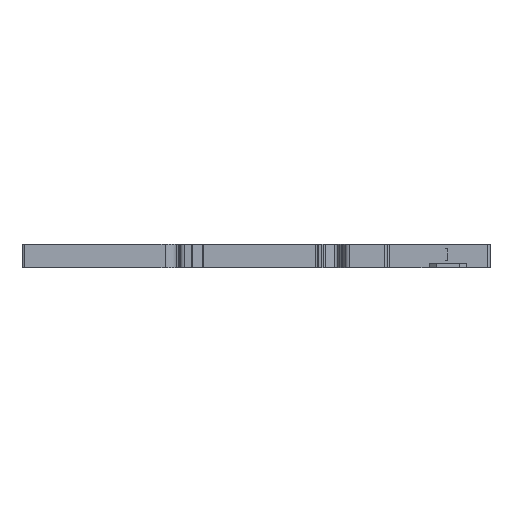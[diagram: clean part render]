
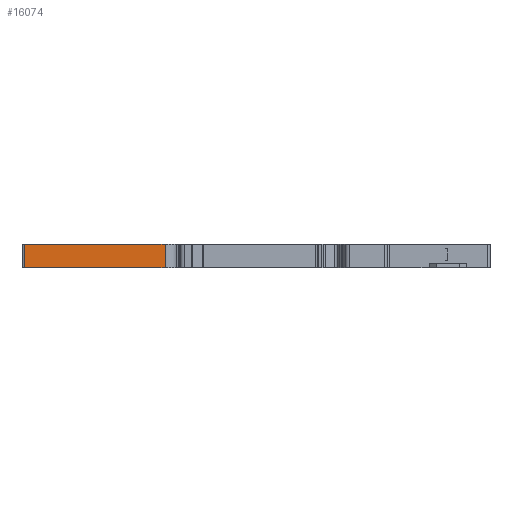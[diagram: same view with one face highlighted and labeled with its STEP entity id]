
A CAD part, front view. The second image highlights one B-rep face of the part: STEP entity #16074.
In plain terms, the highlighted planar face has unit normal (0, -1, 0).
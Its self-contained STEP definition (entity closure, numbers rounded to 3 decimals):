
#216=DIRECTION('',(1.,0.,0.));
#217=VECTOR('',#216,30.059);
#218=CARTESIAN_POINT('',(-49.5,-6.,2.15));
#219=LINE('',#218,#217);
#1048=DIRECTION('',(1.,0.,0.));
#1049=VECTOR('',#1048,30.059);
#1050=CARTESIAN_POINT('',(-49.5,-6.,-2.95));
#1051=LINE('',#1050,#1049);
#6025=DIRECTION('',(0.,0.,-1.));
#6026=VECTOR('',#6025,5.1);
#6027=CARTESIAN_POINT('',(-49.5,-6.,2.15));
#6028=LINE('',#6027,#6026);
#6029=DIRECTION('',(0.,0.,1.));
#6030=VECTOR('',#6029,5.1);
#6031=CARTESIAN_POINT('',(-19.441,-6.,-2.95));
#6032=LINE('',#6031,#6030);
#6466=CARTESIAN_POINT('',(-19.441,-6.,2.15));
#6468=VERTEX_POINT('',#6466);
#6471=CARTESIAN_POINT('',(-19.441,-6.,-2.95));
#6473=VERTEX_POINT('',#6471);
#6522=CARTESIAN_POINT('',(-49.5,-6.,-2.95));
#6524=VERTEX_POINT('',#6522);
#6528=CARTESIAN_POINT('',(-49.5,-6.,2.15));
#6529=VERTEX_POINT('',#6528);
#16062=CARTESIAN_POINT('',(-50.,-6.,2.15));
#16063=DIRECTION('',(0.,-1.,0.));
#16064=DIRECTION('',(1.,0.,0.));
#16065=AXIS2_PLACEMENT_3D('',#16062,#16063,#16064);
#16066=PLANE('',#16065);
#16068=ORIENTED_EDGE('',*,*,#16067,.F.);
#16069=ORIENTED_EDGE('',*,*,#9072,.F.);
#16070=ORIENTED_EDGE('',*,*,#16057,.F.);
#16071=ORIENTED_EDGE('',*,*,#8410,.T.);
#16072=EDGE_LOOP('',(#16068,#16069,#16070,#16071));
#16073=FACE_OUTER_BOUND('',#16072,.F.);
#16074=ADVANCED_FACE('',(#16073),#16066,.T.);
#8410=EDGE_CURVE('',#6529,#6468,#219,.T.);
#9072=EDGE_CURVE('',#6524,#6473,#1051,.T.);
#16057=EDGE_CURVE('',#6529,#6524,#6028,.T.);
#16067=EDGE_CURVE('',#6473,#6468,#6032,.T.);
